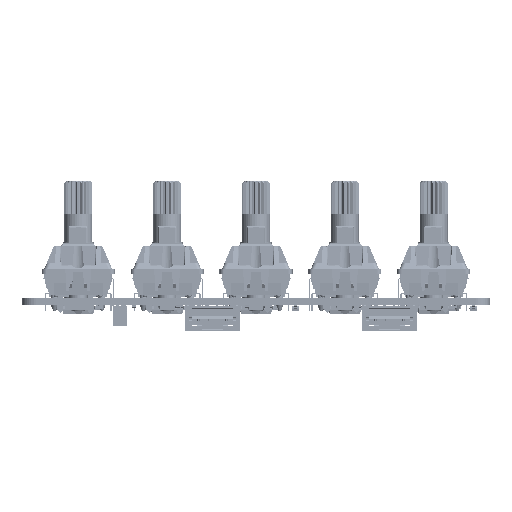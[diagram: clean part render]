
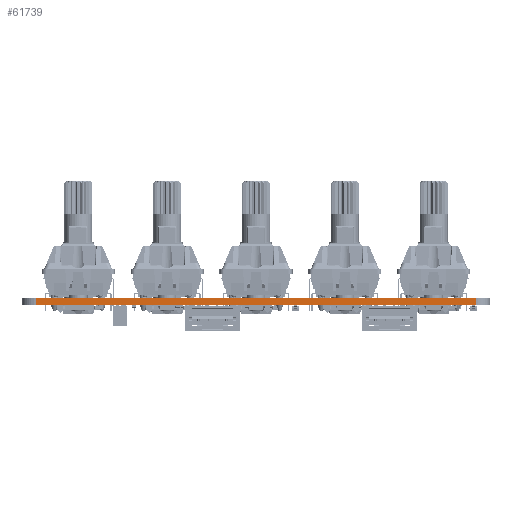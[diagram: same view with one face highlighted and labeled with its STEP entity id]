
A CAD part, front view. The second image highlights one B-rep face of the part: STEP entity #61739.
In plain terms, the highlighted planar face has unit normal (0, -1, 0).
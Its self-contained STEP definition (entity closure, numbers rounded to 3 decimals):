
#55558 = VERTEX_POINT('',#55559);
#55559 = CARTESIAN_POINT('',(-47.,-47.475,0.));
#55566 = EDGE_CURVE('',#55567,#55558,#55569,.T.);
#55567 = VERTEX_POINT('',#55568);
#55568 = CARTESIAN_POINT('',(47.,-47.475,0.));
#55569 = LINE('',#55570,#55571);
#55570 = CARTESIAN_POINT('',(47.,-47.475,0.));
#55571 = VECTOR('',#55572,1.);
#55572 = DIRECTION('',(-1.,0.,0.));
#58635 = VERTEX_POINT('',#58636);
#58636 = CARTESIAN_POINT('',(-47.,-47.475,1.6));
#58643 = EDGE_CURVE('',#58644,#58635,#58646,.T.);
#58644 = VERTEX_POINT('',#58645);
#58645 = CARTESIAN_POINT('',(47.,-47.475,1.6));
#58646 = LINE('',#58647,#58648);
#58647 = CARTESIAN_POINT('',(47.,-47.475,1.6));
#58648 = VECTOR('',#58649,1.);
#58649 = DIRECTION('',(-1.,0.,0.));
#61711 = EDGE_CURVE('',#55567,#58644,#61712,.T.);
#61712 = LINE('',#61713,#61714);
#61713 = CARTESIAN_POINT('',(47.,-47.475,0.));
#61714 = VECTOR('',#61715,1.);
#61715 = DIRECTION('',(0.,0.,1.));
#61739 = ADVANCED_FACE('',(#61740),#61751,.T.);
#61740 = FACE_BOUND('',#61741,.T.);
#61741 = EDGE_LOOP('',(#61742,#61743,#61744,#61750));
#61742 = ORIENTED_EDGE('',*,*,#61711,.T.);
#61743 = ORIENTED_EDGE('',*,*,#58643,.T.);
#61744 = ORIENTED_EDGE('',*,*,#61745,.F.);
#61745 = EDGE_CURVE('',#55558,#58635,#61746,.T.);
#61746 = LINE('',#61747,#61748);
#61747 = CARTESIAN_POINT('',(-47.,-47.475,0.));
#61748 = VECTOR('',#61749,1.);
#61749 = DIRECTION('',(0.,0.,1.));
#61750 = ORIENTED_EDGE('',*,*,#55566,.F.);
#61751 = PLANE('',#61752);
#61752 = AXIS2_PLACEMENT_3D('',#61753,#61754,#61755);
#61753 = CARTESIAN_POINT('',(47.,-47.475,0.));
#61754 = DIRECTION('',(0.,-1.,0.));
#61755 = DIRECTION('',(-1.,0.,0.));
